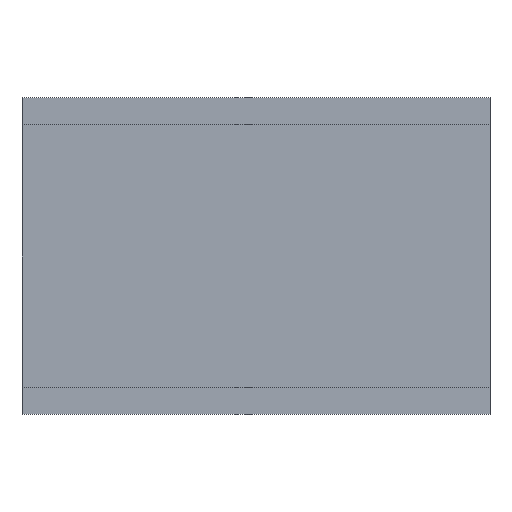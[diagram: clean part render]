
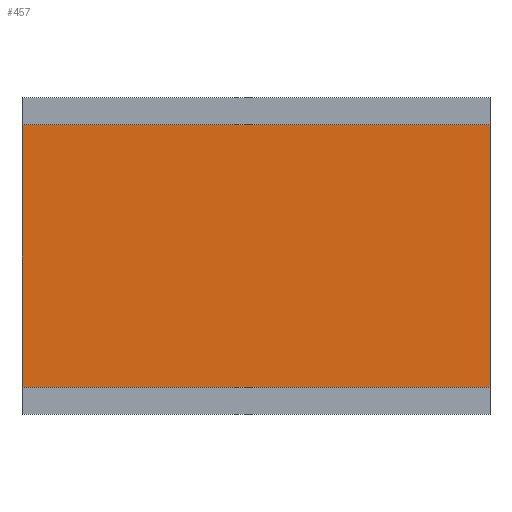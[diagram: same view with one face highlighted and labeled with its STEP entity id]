
A CAD part, front view. The second image highlights one B-rep face of the part: STEP entity #457.
In plain terms, the highlighted planar face has unit normal (0, -1, 0).
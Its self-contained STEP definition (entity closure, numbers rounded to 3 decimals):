
#80 = ORIENTED_EDGE ( 'NONE', *, *, #182, .T. ) ;
#107 = EDGE_LOOP ( 'NONE', ( #80, #149, #148, #140 ) ) ;
#140 = ORIENTED_EDGE ( 'NONE', *, *, #215, .F. ) ;
#148 = ORIENTED_EDGE ( 'NONE', *, *, #174, .F. ) ;
#149 = ORIENTED_EDGE ( 'NONE', *, *, #195, .F. ) ;
#174 = EDGE_CURVE ( 'NONE', #302, #317, #807, .T. ) ;
#182 = EDGE_CURVE ( 'NONE', #301, #567, #811, .T. ) ;
#195 = EDGE_CURVE ( 'NONE', #317, #567, #832, .T. ) ;
#215 = EDGE_CURVE ( 'NONE', #301, #302, #874, .T. ) ;
#235 = CARTESIAN_POINT ( 'NONE',  ( -38.416, 0., 5.1 ) ) ;
#287 = CARTESIAN_POINT ( 'NONE',  ( 55.452, 0., 5.1 ) ) ;
#301 = VERTEX_POINT ( 'NONE', #330 ) ;
#302 = VERTEX_POINT ( 'NONE', #340 ) ;
#317 = VERTEX_POINT ( 'NONE', #235 ) ;
#330 = CARTESIAN_POINT ( 'NONE',  ( 49.974, 0., 54.6 ) ) ;
#340 = CARTESIAN_POINT ( 'NONE',  ( 49.974, 0., 5.1 ) ) ;
#457 = ADVANCED_FACE ( 'NONE', ( #1142 ), #699, .T. ) ;
#513 = CARTESIAN_POINT ( 'NONE',  ( 49.974, 0., 0. ) ) ;
#515 = DIRECTION ( 'NONE',  ( 0., 0., -1. ) ) ;
#567 = VERTEX_POINT ( 'NONE', #784 ) ;
#582 = DIRECTION ( 'NONE',  ( -1., 0., 0. ) ) ;
#594 = CARTESIAN_POINT ( 'NONE',  ( 55.452, 0., 54.6 ) ) ;
#611 = DIRECTION ( 'NONE',  ( -1., 0., 0. ) ) ;
#612 = DIRECTION ( 'NONE',  ( 0., 0., 1. ) ) ;
#617 = CARTESIAN_POINT ( 'NONE',  ( -38.416, 0., 59.7 ) ) ;
#659 = AXIS2_PLACEMENT_3D ( 'NONE', #702, #708, #709 ) ;
#699 = PLANE ( 'NONE',  #659 ) ;
#702 = CARTESIAN_POINT ( 'NONE',  ( -38.416, 0., 0. ) ) ;
#708 = DIRECTION ( 'NONE',  ( 0., -1., 0. ) ) ;
#709 = DIRECTION ( 'NONE',  ( 0., 0., -1. ) ) ;
#784 = CARTESIAN_POINT ( 'NONE',  ( -38.416, 0., 54.6 ) ) ;
#807 = LINE ( 'NONE', #287, #809 ) ;
#809 = VECTOR ( 'NONE', #582, 1000. ) ;
#811 = LINE ( 'NONE', #594, #816 ) ;
#816 = VECTOR ( 'NONE', #611, 1000. ) ;
#832 = LINE ( 'NONE', #617, #839 ) ;
#839 = VECTOR ( 'NONE', #612, 1000. ) ;
#874 = LINE ( 'NONE', #513, #875 ) ;
#875 = VECTOR ( 'NONE', #515, 1000. ) ;
#1142 = FACE_OUTER_BOUND ( 'NONE', #107, .T. ) ;
